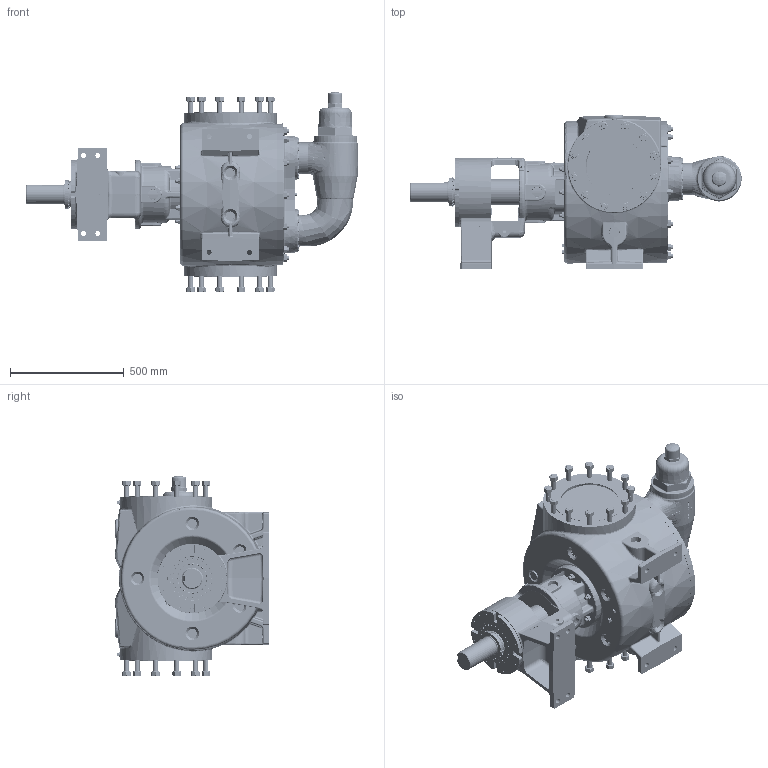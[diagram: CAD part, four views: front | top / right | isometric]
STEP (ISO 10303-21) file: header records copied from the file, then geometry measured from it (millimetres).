
FILE_DESCRIPTION (( 'STEP AP214' ), '1' );
FILE_NAME ('RV-385.STEP', '2025-09-11T18:04:30', ( '' ), ( '' ), 'SwSTEP 2.0', 'SolidWorks 2024', '' );
FILE_SCHEMA (( 'AUTOMOTIVE_DESIGN' ));
Length unit declared in the file: inch
Products named in the file (1): RV-385
Bounding box: 1459.8 x 674.88 x 881.44 mm (x, y, z)
Volume: 223166342.4 mm3; surface area: 4004166.4 mm2
Topology: 1 solids, 1 shells, 5374 faces, 13013 edges, 7895 vertices
Faces by surface type: plane 1809, cone 1342, bspline 994, cylinder 957, torus 194, sphere 78
Entity records: 238137 total; most frequent: CARTESIAN_POINT 123711, ORIENTED_EDGE 25688, DIRECTION 20825, EDGE_CURVE 12844, AXIS2_PLACEMENT_3D 8181, VERTEX_POINT 7892, EDGE_LOOP 5848, FACE_OUTER_BOUND 5374
